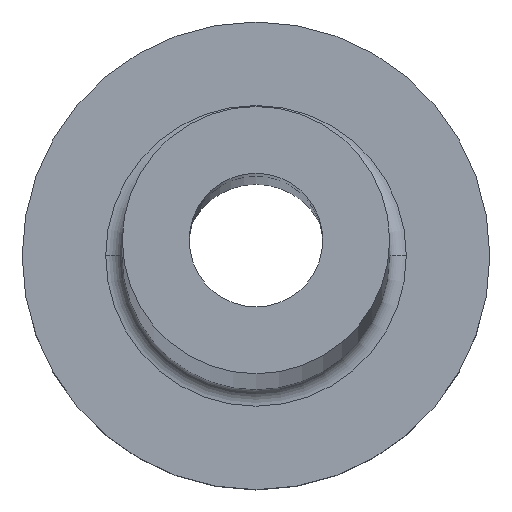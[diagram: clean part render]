
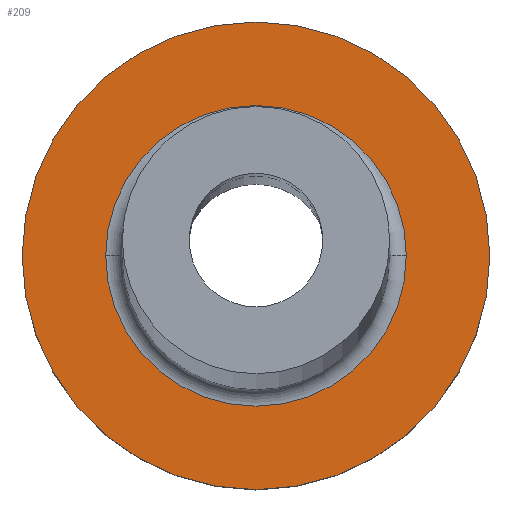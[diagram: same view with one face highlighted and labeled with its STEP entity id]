
A CAD part, top view. The second image highlights one B-rep face of the part: STEP entity #209.
In plain terms, the highlighted planar face has unit normal (0, 0, 1).
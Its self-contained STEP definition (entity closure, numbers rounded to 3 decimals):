
#3 = PLANE ( 'NONE',  #405 ) ;
#14 = EDGE_LOOP ( 'NONE', ( #201, #203 ) ) ;
#45 = DIRECTION ( 'NONE',  ( 0., 0., 1. ) ) ;
#64 = VERTEX_POINT ( 'NONE', #239 ) ;
#119 = DIRECTION ( 'NONE',  ( 1., 0., 0. ) ) ;
#132 = CIRCLE ( 'NONE', #253, 4.5 ) ;
#151 = DIRECTION ( 'NONE',  ( 1., 0., 0. ) ) ;
#153 = CARTESIAN_POINT ( 'NONE',  ( 0., 0., 5. ) ) ;
#158 = EDGE_CURVE ( 'NONE', #369, #410, #349, .T. ) ;
#160 = CARTESIAN_POINT ( 'NONE',  ( -7., 0., 5. ) ) ;
#162 = ORIENTED_EDGE ( 'NONE', *, *, #158, .T. ) ;
#164 = ORIENTED_EDGE ( 'NONE', *, *, #341, .T. ) ;
#190 = CARTESIAN_POINT ( 'NONE',  ( 0., 0., 5. ) ) ;
#201 = ORIENTED_EDGE ( 'NONE', *, *, #268, .T. ) ;
#202 = CIRCLE ( 'NONE', #374, 4.5 ) ;
#203 = ORIENTED_EDGE ( 'NONE', *, *, #258, .T. ) ;
#209 = ADVANCED_FACE ( 'NONE', ( #222, #392 ), #3, .T. ) ;
#222 = FACE_BOUND ( 'NONE', #14, .T. ) ;
#225 = CARTESIAN_POINT ( 'NONE',  ( 0., 0., 5. ) ) ;
#230 = AXIS2_PLACEMENT_3D ( 'NONE', #301, #266, #370 ) ;
#239 = CARTESIAN_POINT ( 'NONE',  ( 4.5, 0., 5. ) ) ;
#244 = VERTEX_POINT ( 'NONE', #327 ) ;
#252 = CARTESIAN_POINT ( 'NONE',  ( 0., 0., 5. ) ) ;
#253 = AXIS2_PLACEMENT_3D ( 'NONE', #190, #294, #318 ) ;
#258 = EDGE_CURVE ( 'NONE', #244, #64, #132, .T. ) ;
#266 = DIRECTION ( 'NONE',  ( 0., 0., 1. ) ) ;
#268 = EDGE_CURVE ( 'NONE', #64, #244, #202, .T. ) ;
#294 = DIRECTION ( 'NONE',  ( 0., 0., -1. ) ) ;
#301 = CARTESIAN_POINT ( 'NONE',  ( 0., 0., 5. ) ) ;
#318 = DIRECTION ( 'NONE',  ( 1., 0., 0. ) ) ;
#327 = CARTESIAN_POINT ( 'NONE',  ( -4.5, 0., 5. ) ) ;
#332 = CIRCLE ( 'NONE', #230, 7. ) ;
#337 = CARTESIAN_POINT ( 'NONE',  ( 7., 0., 5. ) ) ;
#341 = EDGE_CURVE ( 'NONE', #410, #369, #332, .T. ) ;
#349 = CIRCLE ( 'NONE', #416, 7. ) ;
#358 = DIRECTION ( 'NONE',  ( 0., 0., 1. ) ) ;
#369 = VERTEX_POINT ( 'NONE', #337 ) ;
#370 = DIRECTION ( 'NONE',  ( 1., 0., 0. ) ) ;
#374 = AXIS2_PLACEMENT_3D ( 'NONE', #225, #436, #397 ) ;
#392 = FACE_OUTER_BOUND ( 'NONE', #418, .T. ) ;
#397 = DIRECTION ( 'NONE',  ( 1., 0., 0. ) ) ;
#405 = AXIS2_PLACEMENT_3D ( 'NONE', #252, #45, #151 ) ;
#410 = VERTEX_POINT ( 'NONE', #160 ) ;
#416 = AXIS2_PLACEMENT_3D ( 'NONE', #153, #358, #119 ) ;
#418 = EDGE_LOOP ( 'NONE', ( #164, #162 ) ) ;
#436 = DIRECTION ( 'NONE',  ( 0., 0., -1. ) ) ;
